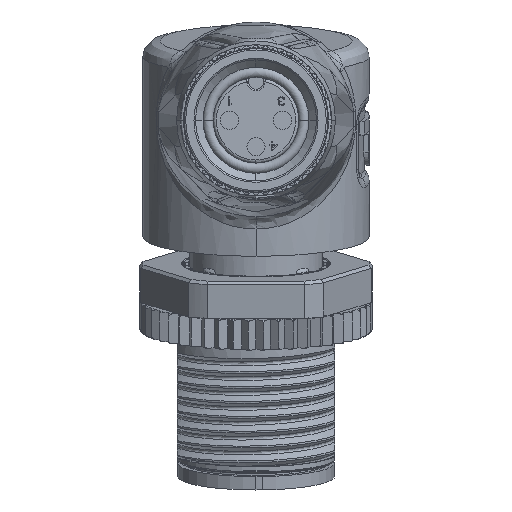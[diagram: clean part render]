
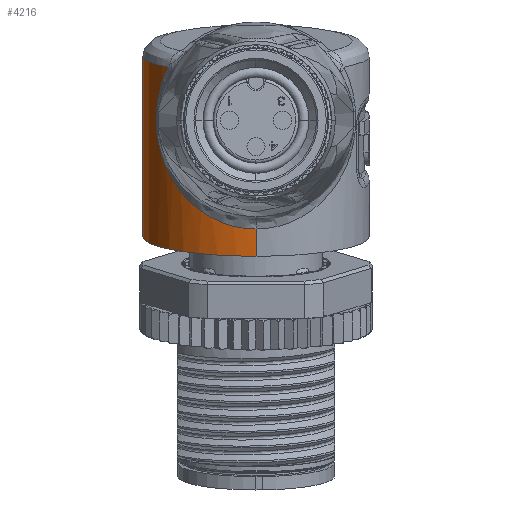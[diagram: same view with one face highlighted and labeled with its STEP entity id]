
A CAD part, front view. The second image highlights one B-rep face of the part: STEP entity #4216.
In plain terms, the highlighted cylindrical face has radius 7.5 mm (diameter 15 mm), a partial arc.
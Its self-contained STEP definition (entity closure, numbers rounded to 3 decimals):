
#4216=ADVANCED_FACE('',(#10930),#10931,.T.);
#10930=FACE_OUTER_BOUND('',#20862,.T.);
#10931=CYLINDRICAL_SURFACE('',#20863,7.5);
#20862=EDGE_LOOP('',(#87870,#87871,#87872,#87873,#87874,#87875,#87876,#87877,#87878,#87879,#87880));
#20863=AXIS2_PLACEMENT_3D('',#87881,#87882,#87883);
#87870=ORIENTED_EDGE('',*,*,#104180,.F.);
#87871=ORIENTED_EDGE('',*,*,#104181,.F.);
#87872=ORIENTED_EDGE('',*,*,#104182,.F.);
#87873=ORIENTED_EDGE('',*,*,#104178,.F.);
#87874=ORIENTED_EDGE('',*,*,#104171,.F.);
#87875=ORIENTED_EDGE('',*,*,#104183,.F.);
#87876=ORIENTED_EDGE('',*,*,#104184,.F.);
#87877=ORIENTED_EDGE('',*,*,#104115,.F.);
#87878=ORIENTED_EDGE('',*,*,#104185,.T.);
#87879=ORIENTED_EDGE('',*,*,#104113,.T.);
#87880=ORIENTED_EDGE('',*,*,#104186,.F.);
#87881=CARTESIAN_POINT('',(0.0,104.854,-7.682));
#87882=DIRECTION('',(0.0,0.174,-0.985));
#87883=DIRECTION('',(0.0,0.985,0.174));
#104113=EDGE_CURVE('',#110979,#110977,#110980,.T.);
#104115=EDGE_CURVE('',#110981,#110983,#110984,.T.);
#104171=EDGE_CURVE('',#111077,#111079,#111080,.T.);
#104178=EDGE_CURVE('',#111079,#111086,#111088,.T.);
#104180=EDGE_CURVE('',#111090,#111091,#111092,.T.);
#104181=EDGE_CURVE('',#111093,#111090,#111094,.T.);
#104182=EDGE_CURVE('',#111086,#111093,#111095,.T.);
#104183=EDGE_CURVE('',#111096,#111077,#111097,.T.);
#104184=EDGE_CURVE('',#110983,#111096,#111098,.T.);
#104185=EDGE_CURVE('',#110981,#110979,#111099,.T.);
#104186=EDGE_CURVE('',#111091,#110977,#111100,.T.);
#110977=VERTEX_POINT('',#120963);
#110979=VERTEX_POINT('',#120986);
#110980=LINE('',#120987,#120988);
#110981=VERTEX_POINT('',#120989);
#110983=VERTEX_POINT('',#120991);
#110984=LINE('',#120992,#120993);
#111077=VERTEX_POINT('',#121471);
#111079=VERTEX_POINT('',#121483);
#111080=B_SPLINE_CURVE_WITH_KNOTS('',3,(#121484,#121485,#121486,#121487,#121488,#121489,#121490,#121491,#121492,#121493,#121494,#121495,#121496,#121497,#121498),.UNSPECIFIED.,.F.,.F.,(4,1,1,1,1,1,1,1,1,1,1,1,4),(0.0,0.083,0.167,0.25,0.333,0.417,0.5,0.583,0.667,0.75,0.833,0.917,1.0),.UNSPECIFIED.);
#111086=VERTEX_POINT('',#121519);
#111088=B_SPLINE_CURVE_WITH_KNOTS('',3,(#121525,#121526,#121527,#121528,#121529,#121530),.UNSPECIFIED.,.F.,.F.,(4,1,1,4),(0.0,0.333,0.667,1.0),.UNSPECIFIED.);
#111090=VERTEX_POINT('',#121532);
#111091=VERTEX_POINT('',#121533);
#111092=B_SPLINE_CURVE_WITH_KNOTS('',3,(#121534,#121535,#121536,#121537,#121538,#121539),.UNSPECIFIED.,.F.,.F.,(4,1,1,4),(0.0,0.333,0.667,1.0),.UNSPECIFIED.);
#111093=VERTEX_POINT('',#121540);
#111094=B_SPLINE_CURVE_WITH_KNOTS('',3,(#121541,#121542,#121543,#121544,#121545,#121546),.UNSPECIFIED.,.F.,.F.,(4,1,1,4),(0.0,0.333,0.667,1.0),.UNSPECIFIED.);
#111095=B_SPLINE_CURVE_WITH_KNOTS('',3,(#121547,#121548,#121549,#121550,#121551,#121552),.UNSPECIFIED.,.F.,.F.,(4,1,1,4),(0.0,0.333,0.667,1.0),.UNSPECIFIED.);
#111096=VERTEX_POINT('',#121553);
#111097=B_SPLINE_CURVE_WITH_KNOTS('',3,(#121554,#121555,#121556,#121557,#121558,#121559),.UNSPECIFIED.,.F.,.F.,(4,1,1,4),(0.0,0.333,0.667,1.0),.UNSPECIFIED.);
#111098=B_SPLINE_CURVE_WITH_KNOTS('',3,(#121560,#121561,#121562,#121563,#121564,#121565,#121566,#121567),.UNSPECIFIED.,.F.,.F.,(4,1,1,1,1,4),(0.0,0.203,0.406,0.606,0.804,1.0),.UNSPECIFIED.);
#111099=CIRCLE('',#121568,7.5);
#111100=B_SPLINE_CURVE_WITH_KNOTS('',3,(#121569,#121570,#121571,#121572,#121573,#121574,#121575,#121576,#121577,#121578,#121579,#121580,#121581,#121582,#121583,#121584,#121585,#121586,#121587,#121588,#121589,#121590),.UNSPECIFIED.,.F.,.F.,(4,1,1,1,1,1,1,1,1,1,1,1,1,1,1,1,1,1,1,4),(0.0,0.053,0.105,0.158,0.211,0.263,0.316,0.368,0.421,0.474,0.526,0.579,0.632,0.684,0.737,0.789,0.842,0.895,0.947,1.0),.UNSPECIFIED.);
#120963=CARTESIAN_POINT('',(0.,97.152,-7.187));
#120986=CARTESIAN_POINT('',(0.,97.468,-8.984));
#120987=CARTESIAN_POINT('',(0.,97.468,-8.984));
#120988=VECTOR('',#140426,1.825);
#120989=CARTESIAN_POINT('',(0.0,112.241,-6.379));
#120991=CARTESIAN_POINT('',(0.,110.261,4.847));
#120992=CARTESIAN_POINT('',(0.0,112.241,-6.379));
#120993=VECTOR('',#140430,11.4);
#121471=CARTESIAN_POINT('',(-2.72,109.768,4.701));
#121483=CARTESIAN_POINT('',(-5.818,98.075,3.511));
#121484=CARTESIAN_POINT('',(-2.72,109.768,4.701));
#121485=CARTESIAN_POINT('',(-3.086,109.623,4.707));
#121486=CARTESIAN_POINT('',(-3.796,109.274,4.71));
#121487=CARTESIAN_POINT('',(-4.763,108.596,4.689));
#121488=CARTESIAN_POINT('',(-5.613,107.778,4.644));
#121489=CARTESIAN_POINT('',(-6.321,106.849,4.577));
#121490=CARTESIAN_POINT('',(-6.89,105.798,4.488));
#121491=CARTESIAN_POINT('',(-7.282,104.681,4.381));
#121492=CARTESIAN_POINT('',(-7.492,103.516,4.257));
#121493=CARTESIAN_POINT('',(-7.52,102.362,4.124));
#121494=CARTESIAN_POINT('',(-7.361,101.18,3.976));
#121495=CARTESIAN_POINT('',(-7.019,100.055,3.823));
#121496=CARTESIAN_POINT('',(-6.508,99.006,3.667));
#121497=CARTESIAN_POINT('',(-6.063,98.372,3.563));
#121498=CARTESIAN_POINT('',(-5.818,98.075,3.511));
#121519=CARTESIAN_POINT('',(-6.507,99.488,1.274));
#121525=CARTESIAN_POINT('',(-5.818,98.075,3.511));
#121526=CARTESIAN_POINT('',(-5.945,98.28,3.248));
#121527=CARTESIAN_POINT('',(-6.158,98.662,2.731));
#121528=CARTESIAN_POINT('',(-6.378,99.137,1.986));
#121529=CARTESIAN_POINT('',(-6.471,99.383,1.509));
#121530=CARTESIAN_POINT('',(-6.507,99.488,1.274));
#121532=CARTESIAN_POINT('',(-6.569,99.896,-0.401));
#121533=CARTESIAN_POINT('',(-6.536,99.932,-0.949));
#121534=CARTESIAN_POINT('',(-6.569,99.896,-0.401));
#121535=CARTESIAN_POINT('',(-6.569,99.906,-0.458));
#121536=CARTESIAN_POINT('',(-6.568,99.924,-0.576));
#121537=CARTESIAN_POINT('',(-6.557,99.937,-0.758));
#121538=CARTESIAN_POINT('',(-6.544,99.935,-0.885));
#121539=CARTESIAN_POINT('',(-6.536,99.932,-0.949));
#121540=CARTESIAN_POINT('',(-6.561,99.705,0.599));
#121541=CARTESIAN_POINT('',(-6.561,99.705,0.599));
#121542=CARTESIAN_POINT('',(-6.562,99.726,0.488));
#121543=CARTESIAN_POINT('',(-6.564,99.768,0.266));
#121544=CARTESIAN_POINT('',(-6.567,99.833,-0.067));
#121545=CARTESIAN_POINT('',(-6.568,99.875,-0.29));
#121546=CARTESIAN_POINT('',(-6.569,99.896,-0.401));
#121547=CARTESIAN_POINT('',(-6.507,99.488,1.274));
#121548=CARTESIAN_POINT('',(-6.519,99.523,1.194));
#121549=CARTESIAN_POINT('',(-6.539,99.587,1.038));
#121550=CARTESIAN_POINT('',(-6.556,99.659,0.812));
#121551=CARTESIAN_POINT('',(-6.561,99.692,0.669));
#121552=CARTESIAN_POINT('',(-6.561,99.705,0.599));
#121553=CARTESIAN_POINT('',(-1.266,110.163,4.784));
#121554=CARTESIAN_POINT('',(-1.266,110.163,4.784));
#121555=CARTESIAN_POINT('',(-1.44,110.136,4.765));
#121556=CARTESIAN_POINT('',(-1.781,110.07,4.731));
#121557=CARTESIAN_POINT('',(-2.267,109.936,4.702));
#121558=CARTESIAN_POINT('',(-2.572,109.827,4.699));
#121559=CARTESIAN_POINT('',(-2.72,109.768,4.701));
#121560=CARTESIAN_POINT('',(0.,110.261,4.847));
#121561=CARTESIAN_POINT('',(-0.086,110.261,4.847));
#121562=CARTESIAN_POINT('',(-0.259,110.258,4.846));
#121563=CARTESIAN_POINT('',(-0.516,110.246,4.839));
#121564=CARTESIAN_POINT('',(-0.769,110.226,4.828));
#121565=CARTESIAN_POINT('',(-1.019,110.198,4.81));
#121566=CARTESIAN_POINT('',(-1.184,110.175,4.794));
#121567=CARTESIAN_POINT('',(-1.266,110.163,4.784));
#121568=AXIS2_PLACEMENT_3D('',#140442,#140443,#140444);
#121569=CARTESIAN_POINT('',(-6.536,99.932,-0.949));
#121570=CARTESIAN_POINT('',(-6.52,99.926,-1.077));
#121571=CARTESIAN_POINT('',(-6.481,99.902,-1.342));
#121572=CARTESIAN_POINT('',(-6.394,99.83,-1.769));
#121573=CARTESIAN_POINT('',(-6.273,99.716,-2.227));
#121574=CARTESIAN_POINT('',(-6.109,99.558,-2.719));
#121575=CARTESIAN_POINT('',(-5.893,99.355,-3.24));
#121576=CARTESIAN_POINT('',(-5.622,99.118,-3.772));
#121577=CARTESIAN_POINT('',(-5.296,98.858,-4.298));
#121578=CARTESIAN_POINT('',(-4.928,98.596,-4.791));
#121579=CARTESIAN_POINT('',(-4.528,98.345,-5.239));
#121580=CARTESIAN_POINT('',(-4.105,98.113,-5.637));
#121581=CARTESIAN_POINT('',(-3.667,97.905,-5.984));
#121582=CARTESIAN_POINT('',(-3.219,97.723,-6.282));
#121583=CARTESIAN_POINT('',(-2.764,97.566,-6.534));
#121584=CARTESIAN_POINT('',(-2.305,97.436,-6.741));
#121585=CARTESIAN_POINT('',(-1.844,97.331,-6.907));
#121586=CARTESIAN_POINT('',(-1.381,97.25,-7.034));
#121587=CARTESIAN_POINT('',(-0.918,97.193,-7.123));
#121588=CARTESIAN_POINT('',(-0.457,97.159,-7.175));
#121589=CARTESIAN_POINT('',(-0.152,97.152,-7.187));
#121590=CARTESIAN_POINT('',(0.,97.152,-7.187));
#140426=DIRECTION('',(0.,-0.174,0.985));
#140430=DIRECTION('',(0.,-0.174,0.985));
#140442=CARTESIAN_POINT('',(0.0,104.854,-7.682));
#140443=DIRECTION('',(0.0,-0.174,0.985));
#140444=DIRECTION('',(0.0,0.985,0.174));
